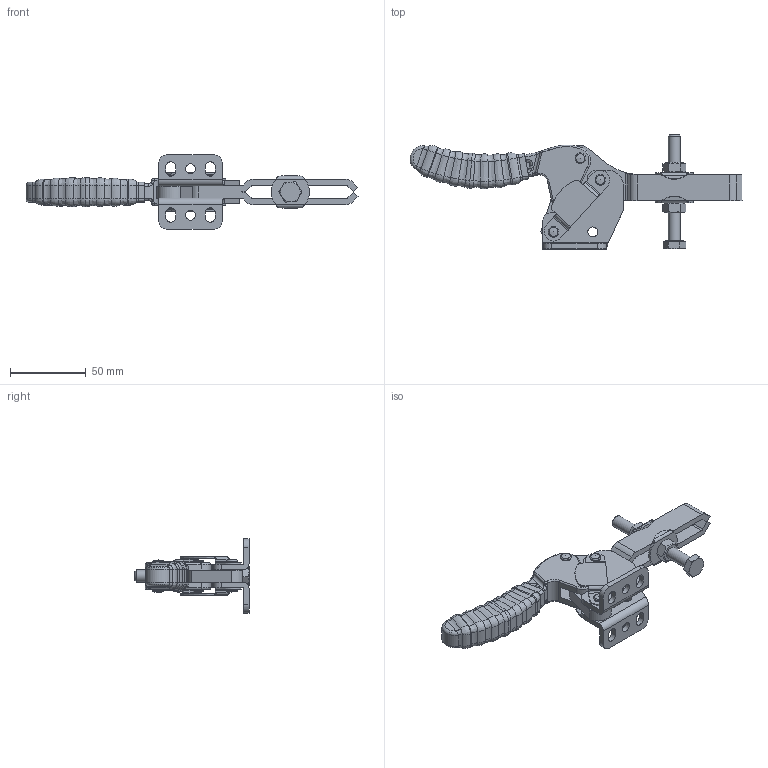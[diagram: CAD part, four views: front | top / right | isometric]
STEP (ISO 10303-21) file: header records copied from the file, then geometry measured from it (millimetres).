
FILE_DESCRIPTION(/* description */ (''),/* implementation_level */ '2;1');
FILE_NAME(/* name */ 'MH6UB-BL.stp',/* time_stamp */ '2019-10-11T14:05:24+01:00',/* author */ ('Carl'),/* organization */ (''),/* preprocessor_version */ 'ST-DEVELOPER v17',/* originating_system */ 'Autodesk Inventor 2018',/* authorisation */ '');
FILE_SCHEMA (('AUTOMOTIVE_DESIGN { 1 0 10303 214 3 1 1 }'));
Length unit declared in the file: millimetre
Products named in the file (8): MH6UB-BL; MH6UB-BL_1; MH6UB-BL_1_1; MH6UB-BL_2; MH6UB-BL_3; MH6UB-BL_4; MH6UB-BL_5; MH6UB-BL_6
Assembly tree (7 placements, depth 2):
  MH6UB-BL
    MH6UB-BL_1
    MH6UB-BL_1_1
    MH6UB-BL_2
    MH6UB-BL_3
    MH6UB-BL_4
    MH6UB-BL_5
    MH6UB-BL_6
Bounding box: 219.25 x 75.3 x 49.45 mm (x, y, z)
Volume: 83663 mm3; surface area: 49235.8 mm2
Topology: 7 solids, 7 shells, 655 faces, 1668 edges, 1040 vertices
Faces by surface type: plane 204, bspline 195, cylinder 171, torus 60, cone 17, sphere 8
Full cylindrical faces by diameter (mm): 6.5 x14, 6.647 x2, 8 x1, 10 x2, 11.63 x1
Entity records: 29091 total; most frequent: CARTESIAN_POINT 13610, ORIENTED_EDGE 3320, DIRECTION 2946, EDGE_CURVE 1660, AXIS2_PLACEMENT_3D 1097, VERTEX_POINT 1040, LINE 752, VECTOR 752
